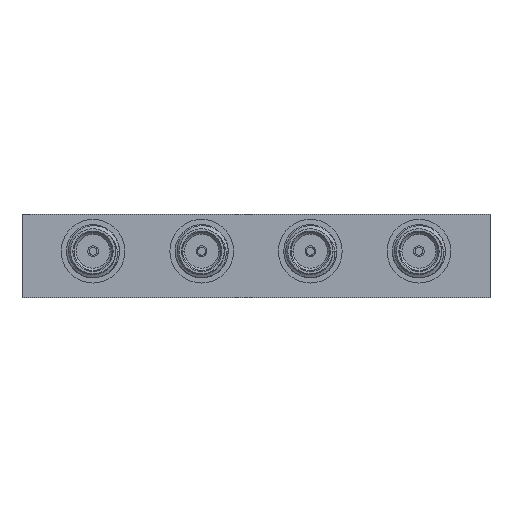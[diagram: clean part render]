
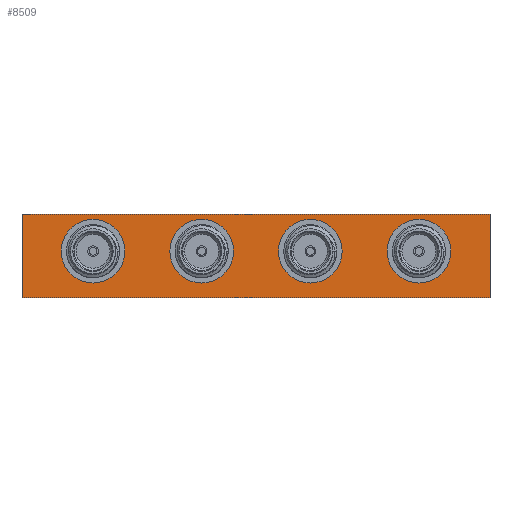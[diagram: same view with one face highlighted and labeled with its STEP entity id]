
A CAD part, front view. The second image highlights one B-rep face of the part: STEP entity #8509.
In plain terms, the highlighted planar face has unit normal (0, -1, 0).
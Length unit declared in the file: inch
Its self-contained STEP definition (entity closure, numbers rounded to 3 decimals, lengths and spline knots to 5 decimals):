
#268 = FACE_OUTER_BOUND ( 'NONE', #10807, .T. ) ;
#2255 = CARTESIAN_POINT ( 'NONE',  ( -1.10236, -0.84646, 0.19685 ) ) ;
#2781 = LINE ( 'NONE', #22014, #27815 ) ;
#3048 = CARTESIAN_POINT ( 'NONE',  ( -1.10236, -0.84646, -0.19685 ) ) ;
#4428 = CARTESIAN_POINT ( 'NONE',  ( 1.10236, -0.84646, -0.19685 ) ) ;
#7779 = VERTEX_POINT ( 'NONE', #31509 ) ;
#7817 = AXIS2_PLACEMENT_3D ( 'NONE', #2255, #16113, #13757 ) ;
#8509 = ADVANCED_FACE ( 'NONE', ( #268 ), #10881, .F. ) ;
#8872 = EDGE_CURVE ( 'NONE', #30643, #7779, #2781, .T. ) ;
#10384 = DIRECTION ( 'NONE',  ( 0., 0., -1. ) ) ;
#10516 = VERTEX_POINT ( 'NONE', #3048 ) ;
#10637 = CARTESIAN_POINT ( 'NONE',  ( -1.10236, -0.84646, -0.19685 ) ) ;
#10807 = EDGE_LOOP ( 'NONE', ( #32175, #13120, #32891, #11028 ) ) ;
#10881 = PLANE ( 'NONE',  #7817 ) ;
#11028 = ORIENTED_EDGE ( 'NONE', *, *, #31818, .T. ) ;
#11217 = DIRECTION ( 'NONE',  ( 1., 0., 0. ) ) ;
#12227 = VECTOR ( 'NONE', #12457, 39.37008 ) ;
#12457 = DIRECTION ( 'NONE',  ( 0., 0., -1. ) ) ;
#13120 = ORIENTED_EDGE ( 'NONE', *, *, #19393, .F. ) ;
#13500 = VERTEX_POINT ( 'NONE', #4428 ) ;
#13647 = VECTOR ( 'NONE', #10384, 39.37008 ) ;
#13757 = DIRECTION ( 'NONE',  ( 0., 0., 1. ) ) ;
#15819 = EDGE_CURVE ( 'NONE', #10516, #13500, #32961, .T. ) ;
#15877 = CARTESIAN_POINT ( 'NONE',  ( -1.10236, -0.84646, 0.19685 ) ) ;
#16113 = DIRECTION ( 'NONE',  ( 0., 1., 0. ) ) ;
#19393 = EDGE_CURVE ( 'NONE', #7779, #13500, #32178, .T. ) ;
#21178 = CARTESIAN_POINT ( 'NONE',  ( 1.10236, -0.84646, 0.19685 ) ) ;
#22014 = CARTESIAN_POINT ( 'NONE',  ( -1.10236, -0.84646, 0.19685 ) ) ;
#27815 = VECTOR ( 'NONE', #11217, 39.37008 ) ;
#29203 = LINE ( 'NONE', #15877, #12227 ) ;
#30347 = VECTOR ( 'NONE', #35485, 39.37008 ) ;
#30643 = VERTEX_POINT ( 'NONE', #31774 ) ;
#31509 = CARTESIAN_POINT ( 'NONE',  ( 1.10236, -0.84646, 0.19685 ) ) ;
#31774 = CARTESIAN_POINT ( 'NONE',  ( -1.10236, -0.84646, 0.19685 ) ) ;
#31818 = EDGE_CURVE ( 'NONE', #30643, #10516, #29203, .T. ) ;
#32175 = ORIENTED_EDGE ( 'NONE', *, *, #15819, .T. ) ;
#32178 = LINE ( 'NONE', #21178, #13647 ) ;
#32891 = ORIENTED_EDGE ( 'NONE', *, *, #8872, .F. ) ;
#32961 = LINE ( 'NONE', #10637, #30347 ) ;
#35485 = DIRECTION ( 'NONE',  ( 1., 0., 0. ) ) ;
